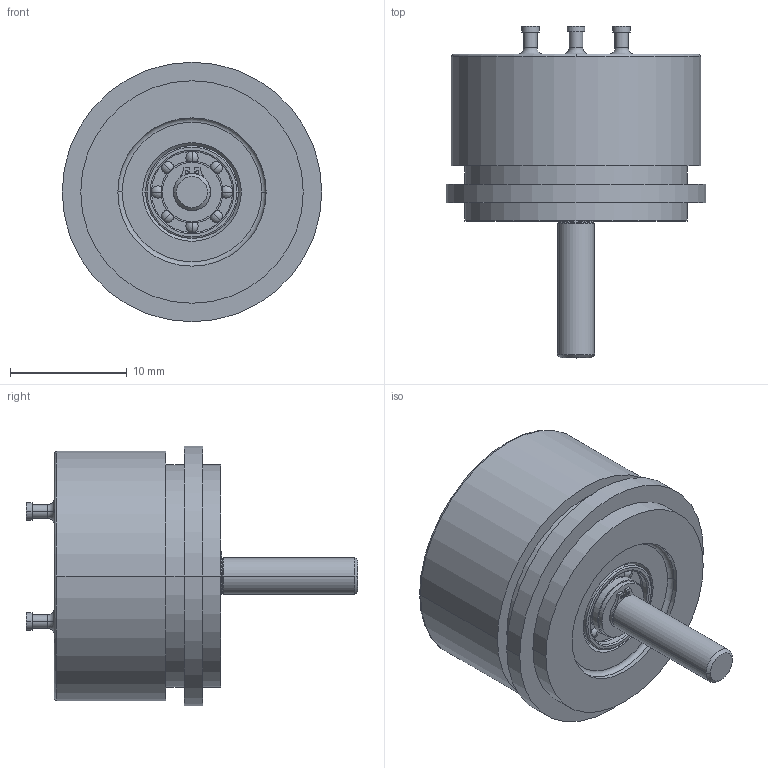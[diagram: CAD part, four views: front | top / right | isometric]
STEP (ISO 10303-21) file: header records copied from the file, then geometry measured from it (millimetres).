
FILE_DESCRIPTION((''),'2;1');
FILE_NAME('6153_SW0001','2012-12-18T',('BMozley'),(''),'PRO/ENGINEER BY PARAMETRIC TECHNOLOGY CORPORATION, 2012360','PRO/ENGINEER BY PARAMETRIC TECHNOLOGY CORPORATION, 2012360','');
FILE_SCHEMA(('CONFIG_CONTROL_DESIGN'));
Length unit declared in the file: inch
Products named in the file (1): 6153_SW0001
Bounding box: 22.23 x 28.41 x 22.23 mm (x, y, z)
Volume: 4568.6 mm3; surface area: 3129.2 mm2
Topology: 1 solids, 1 shells, 208 faces, 494 edges, 302 vertices
Faces by surface type: cylinder 99, plane 63, torus 20, sphere 16, cone 10
Entity records: 6320 total; most frequent: CARTESIAN_POINT 1351, DIRECTION 1156, ORIENTED_EDGE 956, AXIS2_PLACEMENT_3D 513, EDGE_CURVE 478, CIRCLE 305, VERTEX_POINT 302, EDGE_LOOP 246
